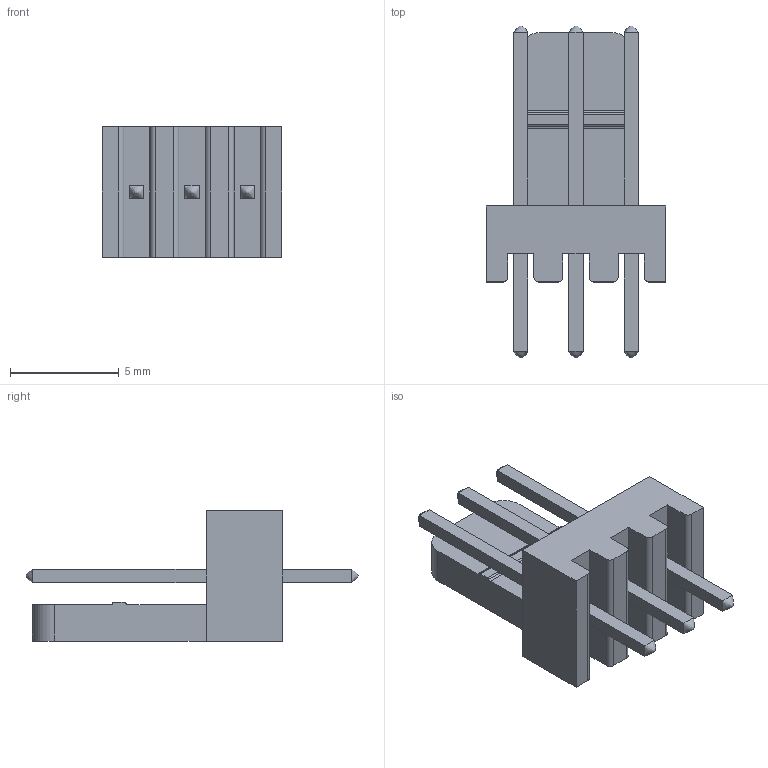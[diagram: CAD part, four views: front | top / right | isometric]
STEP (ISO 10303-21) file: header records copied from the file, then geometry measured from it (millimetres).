
FILE_DESCRIPTION (( 'STEP AP214' ), '1' );
FILE_NAME ('User Library-Molex 3 pines.STEP', '2015-02-10T14:14:22', ( 'Windows User' ), ( '' ), 'SwSTEP 2.0', 'SolidWorks 2015', '' );
FILE_SCHEMA (( 'AUTOMOTIVE_DESIGN' ));
Length unit declared in the file: millimetre
Products named in the file (1): User Library-Molex 3 pines
Bounding box: 8.29 x 15.3 x 6 mm (x, y, z)
Volume: 231.4 mm3; surface area: 437.6 mm2
Topology: 1 solids, 1 shells, 66 faces, 174 edges, 116 vertices
Faces by surface type: plane 48, cylinder 12, bspline 6
Entity records: 3046 total; most frequent: CARTESIAN_POINT 687, ORIENTED_EDGE 348, DIRECTION 296, EDGE_CURVE 174, VECTOR 126, LINE 126, VERTEX_POINT 116, AXIS2_PLACEMENT_3D 85
